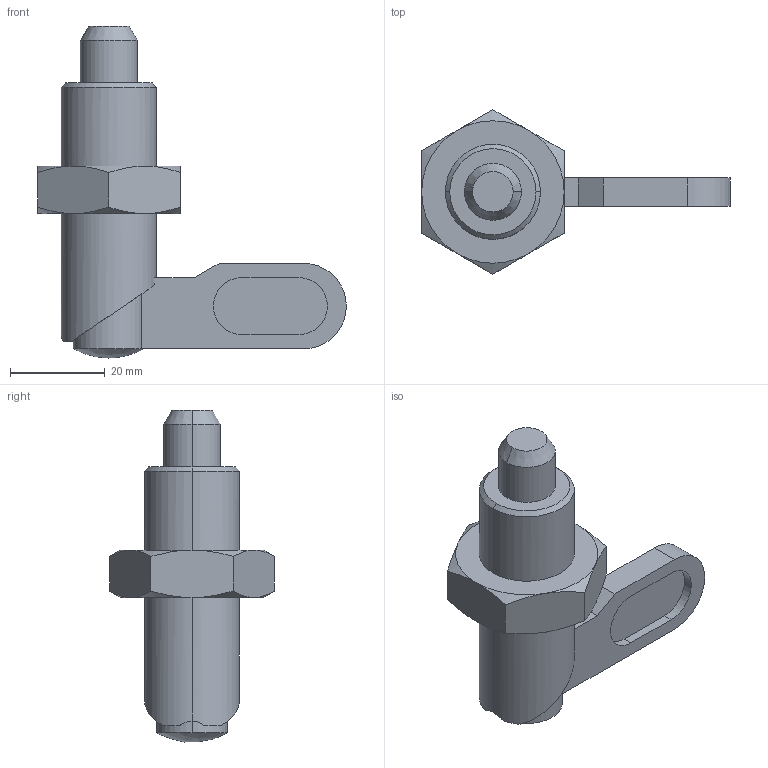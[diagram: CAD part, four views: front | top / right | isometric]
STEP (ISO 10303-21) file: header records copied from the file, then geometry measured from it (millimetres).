
FILE_DESCRIPTION( ( '' ), '1' );
FILE_NAME( 'K0348.051220170.stp', '2012-11-05T12:29:38', ( '' ), ( '' ), ' ', ' ', ' ' );
FILE_SCHEMA( ( 'CONFIG_CONTROL_DESIGN' ) );
Length unit declared in the file: millimetre
Products named in the file (3): 1; 2; 3
Bounding box: 65 x 34.64 x 69.92 mm (x, y, z)
Volume: 23965.4 mm3; surface area: 12823.4 mm2
Topology: 3 solids, 3 shells, 73 faces, 164 edges, 102 vertices
Faces by surface type: plane 29, cylinder 23, cone 20, sphere 1
Entity records: 2307 total; most frequent: CARTESIAN_POINT 566, DIRECTION 353, ORIENTED_EDGE 328, EDGE_CURVE 164, AXIS2_PLACEMENT_3D 145, VERTEX_POINT 102, EDGE_LOOP 82, ADVANCED_FACE 73
